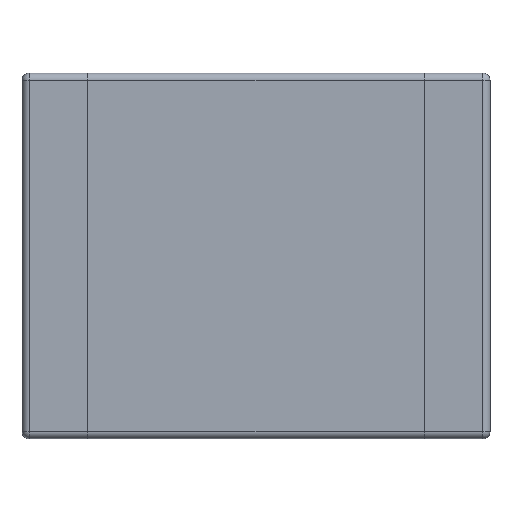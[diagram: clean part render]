
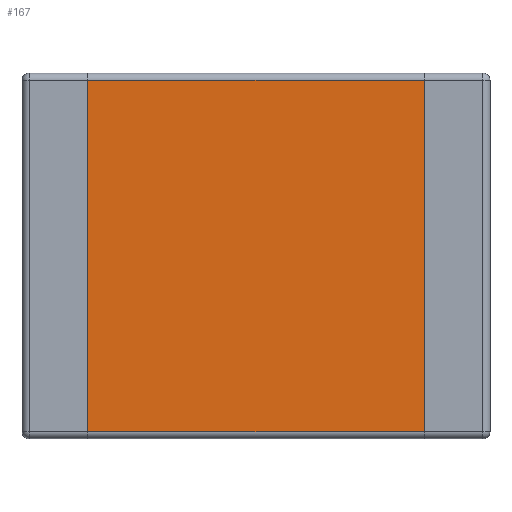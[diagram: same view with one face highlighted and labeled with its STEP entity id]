
A CAD part, front view. The second image highlights one B-rep face of the part: STEP entity #167.
In plain terms, the highlighted planar face has unit normal (0, -1, 0).
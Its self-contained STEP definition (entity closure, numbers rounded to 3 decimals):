
#41 = VERTEX_POINT ( 'NONE', #485 ) ;
#111 = VERTEX_POINT ( 'NONE', #715 ) ;
#167 = ADVANCED_FACE ( 'NONE', ( #902 ), #887, .T. ) ;
#168 = EDGE_LOOP ( 'NONE', ( #169, #170, #349, #346 ) ) ;
#169 = ORIENTED_EDGE ( 'NONE', *, *, #285, .F. ) ;
#170 = ORIENTED_EDGE ( 'NONE', *, *, #171, .T. ) ;
#171 = EDGE_CURVE ( 'NONE', #284, #336, #940, .T. ) ;
#226 = EDGE_CURVE ( 'NONE', #41, #111, #1101, .T. ) ;
#284 = VERTEX_POINT ( 'NONE', #1330 ) ;
#285 = EDGE_CURVE ( 'NONE', #284, #111, #1328, .T. ) ;
#336 = VERTEX_POINT ( 'NONE', #1440 ) ;
#338 = EDGE_CURVE ( 'NONE', #41, #336, #1439, .T. ) ;
#346 = ORIENTED_EDGE ( 'NONE', *, *, #226, .T. ) ;
#349 = ORIENTED_EDGE ( 'NONE', *, *, #338, .F. ) ;
#485 = CARTESIAN_POINT ( 'NONE',  ( 1.15, 0., 1.2 ) ) ;
#715 = CARTESIAN_POINT ( 'NONE',  ( -1.15, 0., 1.2 ) ) ;
#883 = DIRECTION ( 'NONE',  ( 0., 0., -1. ) ) ;
#884 = DIRECTION ( 'NONE',  ( 0., -1., 0. ) ) ;
#885 = CARTESIAN_POINT ( 'NONE',  ( 1.6, 0., -1.25 ) ) ;
#886 = AXIS2_PLACEMENT_3D ( 'NONE', #885, #884, #883 ) ;
#887 = PLANE ( 'NONE',  #886 ) ;
#902 = FACE_OUTER_BOUND ( 'NONE', #168, .T. ) ;
#937 = DIRECTION ( 'NONE',  ( 1., 0., 0. ) ) ;
#938 = VECTOR ( 'NONE', #937, 1000. ) ;
#939 = CARTESIAN_POINT ( 'NONE',  ( 1.6, 0., -1.2 ) ) ;
#940 = LINE ( 'NONE', #939, #938 ) ;
#1098 = DIRECTION ( 'NONE',  ( -1., 0., 0. ) ) ;
#1099 = VECTOR ( 'NONE', #1098, 1000. ) ;
#1100 = CARTESIAN_POINT ( 'NONE',  ( -1.6, 0., 1.2 ) ) ;
#1101 = LINE ( 'NONE', #1100, #1099 ) ;
#1325 = DIRECTION ( 'NONE',  ( 0., 0., 1. ) ) ;
#1326 = VECTOR ( 'NONE', #1325, 1000. ) ;
#1327 = CARTESIAN_POINT ( 'NONE',  ( -1.15, 0., -1.25 ) ) ;
#1328 = LINE ( 'NONE', #1327, #1326 ) ;
#1330 = CARTESIAN_POINT ( 'NONE',  ( -1.15, 0., -1.2 ) ) ;
#1436 = DIRECTION ( 'NONE',  ( 0., 0., -1. ) ) ;
#1437 = VECTOR ( 'NONE', #1436, 1000. ) ;
#1438 = CARTESIAN_POINT ( 'NONE',  ( 1.15, 0., -1.25 ) ) ;
#1439 = LINE ( 'NONE', #1438, #1437 ) ;
#1440 = CARTESIAN_POINT ( 'NONE',  ( 1.15, 0., -1.2 ) ) ;
